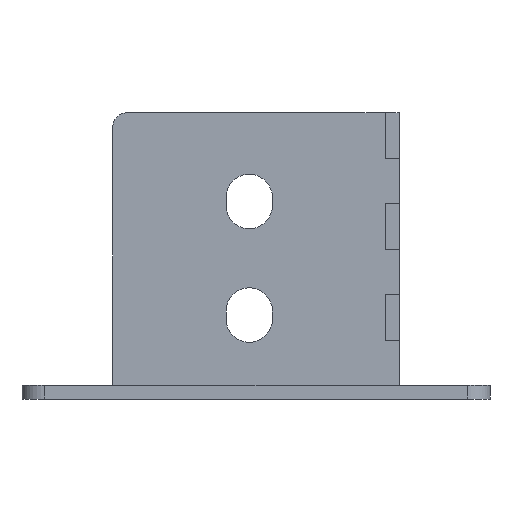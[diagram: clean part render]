
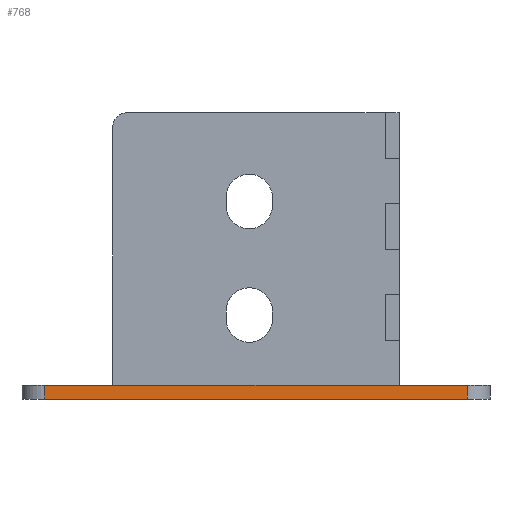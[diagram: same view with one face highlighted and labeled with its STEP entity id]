
A CAD part, left-side view. The second image highlights one B-rep face of the part: STEP entity #768.
In plain terms, the highlighted planar face has unit normal (-1, 0, 0).
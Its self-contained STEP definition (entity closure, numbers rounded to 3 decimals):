
#278 = CARTESIAN_POINT ( 'NONE',  ( -51.5, 46.5, 0. ) ) ;
#300 = CARTESIAN_POINT ( 'NONE',  ( -51.5, -46.5, 0. ) ) ;
#326 = VECTOR ( 'NONE', #1033, 1000. ) ;
#635 = EDGE_LOOP ( 'NONE', ( #1884, #847, #953, #2845 ) ) ;
#646 = VERTEX_POINT ( 'NONE', #278 ) ;
#665 = DIRECTION ( 'NONE',  ( 0., 0., -1. ) ) ;
#700 = AXIS2_PLACEMENT_3D ( 'NONE', #2210, #1647, #2736 ) ;
#743 = CARTESIAN_POINT ( 'NONE',  ( -51.5, -46.5, 3. ) ) ;
#768 = ADVANCED_FACE ( 'NONE', ( #1682 ), #3025, .F. ) ;
#847 = ORIENTED_EDGE ( 'NONE', *, *, #1708, .T. ) ;
#860 = VERTEX_POINT ( 'NONE', #2327 ) ;
#953 = ORIENTED_EDGE ( 'NONE', *, *, #1068, .F. ) ;
#1033 = DIRECTION ( 'NONE',  ( 0., 0., 1. ) ) ;
#1068 = EDGE_CURVE ( 'NONE', #860, #1766, #1232, .T. ) ;
#1173 = LINE ( 'NONE', #1988, #1186 ) ;
#1186 = VECTOR ( 'NONE', #665, 1000. ) ;
#1232 = LINE ( 'NONE', #1982, #2015 ) ;
#1416 = LINE ( 'NONE', #3046, #3140 ) ;
#1542 = LINE ( 'NONE', #743, #326 ) ;
#1647 = DIRECTION ( 'NONE',  ( 1., 0., 0. ) ) ;
#1682 = FACE_OUTER_BOUND ( 'NONE', #635, .T. ) ;
#1708 = EDGE_CURVE ( 'NONE', #3195, #1766, #1542, .T. ) ;
#1766 = VERTEX_POINT ( 'NONE', #2440 ) ;
#1884 = ORIENTED_EDGE ( 'NONE', *, *, #2749, .T. ) ;
#1982 = CARTESIAN_POINT ( 'NONE',  ( -51.5, -51.5, 3. ) ) ;
#1988 = CARTESIAN_POINT ( 'NONE',  ( -51.5, 46.5, 3. ) ) ;
#2015 = VECTOR ( 'NONE', #3361, 1000. ) ;
#2025 = EDGE_CURVE ( 'NONE', #860, #646, #1173, .T. ) ;
#2210 = CARTESIAN_POINT ( 'NONE',  ( -51.5, -51.5, 3. ) ) ;
#2327 = CARTESIAN_POINT ( 'NONE',  ( -51.5, 46.5, 3. ) ) ;
#2440 = CARTESIAN_POINT ( 'NONE',  ( -51.5, -46.5, 3. ) ) ;
#2736 = DIRECTION ( 'NONE',  ( 0., 0., -1. ) ) ;
#2749 = EDGE_CURVE ( 'NONE', #646, #3195, #1416, .T. ) ;
#2795 = DIRECTION ( 'NONE',  ( 0., -1., 0. ) ) ;
#2845 = ORIENTED_EDGE ( 'NONE', *, *, #2025, .T. ) ;
#3025 = PLANE ( 'NONE',  #700 ) ;
#3046 = CARTESIAN_POINT ( 'NONE',  ( -51.5, -51.5, 0. ) ) ;
#3140 = VECTOR ( 'NONE', #2795, 1000. ) ;
#3195 = VERTEX_POINT ( 'NONE', #300 ) ;
#3361 = DIRECTION ( 'NONE',  ( 0., -1., 0. ) ) ;
